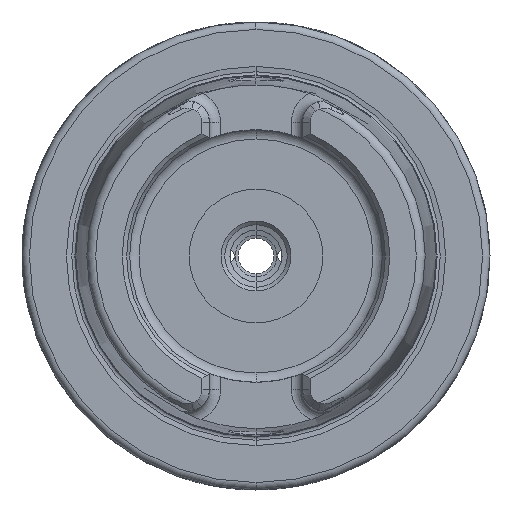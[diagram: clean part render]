
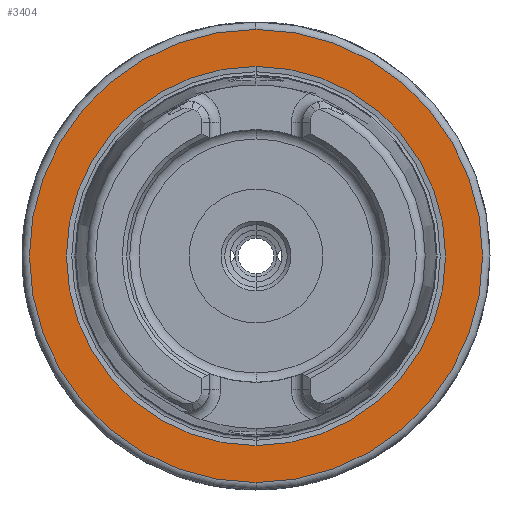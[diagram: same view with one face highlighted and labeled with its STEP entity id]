
A CAD part, left-side view. The second image highlights one B-rep face of the part: STEP entity #3404.
In plain terms, the highlighted planar face has unit normal (-1, 0, 0).
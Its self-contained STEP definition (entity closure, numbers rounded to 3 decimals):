
#230 = DIRECTION ( 'NONE',  ( 1., 0., 0. ) ) ;
#320 = CARTESIAN_POINT ( 'NONE',  ( -64., 0., 0. ) ) ;
#327 = DIRECTION ( 'NONE',  ( 0., 0., -1. ) ) ;
#448 = VERTEX_POINT ( 'NONE', #4338 ) ;
#450 = CARTESIAN_POINT ( 'NONE',  ( -64., 0., 30.5 ) ) ;
#464 = AXIS2_PLACEMENT_3D ( 'NONE', #5647, #1669, #6264 ) ;
#682 = AXIS2_PLACEMENT_3D ( 'NONE', #5902, #1935, #6483 ) ;
#757 = PLANE ( 'NONE',  #5701 ) ;
#853 = AXIS2_PLACEMENT_3D ( 'NONE', #320, #5008, #1004 ) ;
#916 = CIRCLE ( 'NONE', #682, 25.521 ) ;
#1004 = DIRECTION ( 'NONE',  ( 0., 0., -1. ) ) ;
#1154 = CIRCLE ( 'NONE', #853, 25.521 ) ;
#1669 = DIRECTION ( 'NONE',  ( -1., 0., 0. ) ) ;
#1935 = DIRECTION ( 'NONE',  ( 1., 0., 0. ) ) ;
#2151 = EDGE_LOOP ( 'NONE', ( #3580, #8008 ) ) ;
#2404 = CARTESIAN_POINT ( 'NONE',  ( -64., 0., -25.521 ) ) ;
#2523 = EDGE_CURVE ( 'NONE', #448, #5570, #6954, .T. ) ;
#2920 = ORIENTED_EDGE ( 'NONE', *, *, #7990, .T. ) ;
#2981 = VERTEX_POINT ( 'NONE', #2404 ) ;
#2985 = CIRCLE ( 'NONE', #3616, 30.5 ) ;
#3404 = ADVANCED_FACE ( 'NONE', ( #5958, #6023 ), #757, .F. ) ;
#3580 = ORIENTED_EDGE ( 'NONE', *, *, #2523, .T. ) ;
#3616 = AXIS2_PLACEMENT_3D ( 'NONE', #7819, #4329, #327 ) ;
#4085 = EDGE_LOOP ( 'NONE', ( #2920, #6094 ) ) ;
#4227 = CARTESIAN_POINT ( 'NONE',  ( -64., 31.5, 0. ) ) ;
#4329 = DIRECTION ( 'NONE',  ( -1., 0., 0. ) ) ;
#4338 = CARTESIAN_POINT ( 'NONE',  ( -64., 0., -30.5 ) ) ;
#4898 = DIRECTION ( 'NONE',  ( 0., 0., -1. ) ) ;
#5008 = DIRECTION ( 'NONE',  ( 1., 0., 0. ) ) ;
#5570 = VERTEX_POINT ( 'NONE', #450 ) ;
#5647 = CARTESIAN_POINT ( 'NONE',  ( -64., 0., 0. ) ) ;
#5701 = AXIS2_PLACEMENT_3D ( 'NONE', #4227, #230, #4898 ) ;
#5902 = CARTESIAN_POINT ( 'NONE',  ( -64., 0., 0. ) ) ;
#5958 = FACE_OUTER_BOUND ( 'NONE', #2151, .T. ) ;
#6023 = FACE_BOUND ( 'NONE', #4085, .T. ) ;
#6094 = ORIENTED_EDGE ( 'NONE', *, *, #7834, .T. ) ;
#6264 = DIRECTION ( 'NONE',  ( 0., 0., -1. ) ) ;
#6483 = DIRECTION ( 'NONE',  ( 0., 0., -1. ) ) ;
#6504 = VERTEX_POINT ( 'NONE', #7655 ) ;
#6658 = EDGE_CURVE ( 'NONE', #5570, #448, #2985, .T. ) ;
#6954 = CIRCLE ( 'NONE', #464, 30.5 ) ;
#7655 = CARTESIAN_POINT ( 'NONE',  ( -64., 0., 25.521 ) ) ;
#7819 = CARTESIAN_POINT ( 'NONE',  ( -64., 0., 0. ) ) ;
#7834 = EDGE_CURVE ( 'NONE', #2981, #6504, #1154, .T. ) ;
#7990 = EDGE_CURVE ( 'NONE', #6504, #2981, #916, .T. ) ;
#8008 = ORIENTED_EDGE ( 'NONE', *, *, #6658, .T. ) ;
